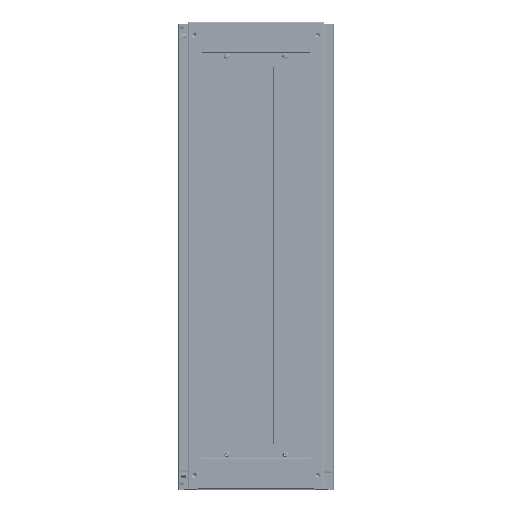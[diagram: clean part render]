
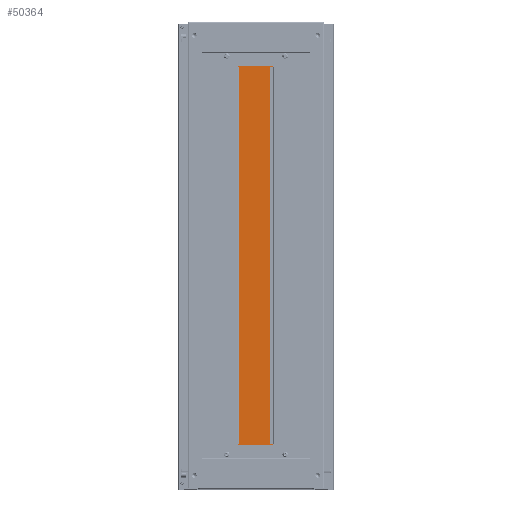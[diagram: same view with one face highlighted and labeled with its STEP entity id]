
A CAD part, top view. The second image highlights one B-rep face of the part: STEP entity #50364.
In plain terms, the highlighted face is planar.
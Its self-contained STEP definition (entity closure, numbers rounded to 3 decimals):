
#18852 = LINE ( 'NONE', #146279, #18861 ) ;
#18861 = VECTOR ( 'NONE', #146284, 1000. ) ;
#18865 = LINE ( 'NONE', #146287, #18866 ) ;
#18866 = VECTOR ( 'NONE', #146288, 1000. ) ;
#18867 = LINE ( 'NONE', #146289, #18868 ) ;
#18868 = VECTOR ( 'NONE', #146290, 1000. ) ;
#18869 = LINE ( 'NONE', #146291, #18870 ) ;
#18870 = VECTOR ( 'NONE', #146292, 1000. ) ;
#18871 = LINE ( 'NONE', #146293, #18872 ) ;
#18872 = VECTOR ( 'NONE', #146294, 1000. ) ;
#18873 = LINE ( 'NONE', #146295, #18874 ) ;
#18874 = VECTOR ( 'NONE', #146296, 1000. ) ;
#18875 = LINE ( 'NONE', #146297, #18876 ) ;
#18876 = VECTOR ( 'NONE', #146298, 1000. ) ;
#18877 = LINE ( 'NONE', #146299, #18878 ) ;
#18878 = VECTOR ( 'NONE', #146300, 1000. ) ;
#32951 = CARTESIAN_POINT ( 'NONE',  ( -500., 49., 1.5 ) ) ;
#32983 = CARTESIAN_POINT ( 'NONE',  ( 500., 49., 1.5 ) ) ;
#32997 = CARTESIAN_POINT ( 'NONE',  ( -485., -49., 1.5 ) ) ;
#43862 = CARTESIAN_POINT ( 'NONE',  ( -500., -49., 1.5 ) ) ;
#43871 = PLANE ( 'NONE',  #120339 ) ;
#43878 = DIRECTION ( 'NONE',  ( 0., 0., 1. ) ) ;
#43880 = DIRECTION ( 'NONE',  ( 1., 0., 0. ) ) ;
#50364 = ADVANCED_FACE ( 'NONE', ( #107763 ), #43871, .T. ) ;
#59658 = VERTEX_POINT ( 'NONE', #82088 ) ;
#59674 = VERTEX_POINT ( 'NONE', #82095 ) ;
#60378 = VERTEX_POINT ( 'NONE', #82480 ) ;
#60414 = VERTEX_POINT ( 'NONE', #82507 ) ;
#60928 = VERTEX_POINT ( 'NONE', #82891 ) ;
#82088 = CARTESIAN_POINT ( 'NONE',  ( 485., -49., 1.5 ) ) ;
#82095 = CARTESIAN_POINT ( 'NONE',  ( 485., -47.99, 1.5 ) ) ;
#82480 = CARTESIAN_POINT ( 'NONE',  ( 500., -49., 1.5 ) ) ;
#82507 = CARTESIAN_POINT ( 'NONE',  ( -500., -49., 1.5 ) ) ;
#82891 = CARTESIAN_POINT ( 'NONE',  ( -485., -47.99, 1.5 ) ) ;
#107763 = FACE_OUTER_BOUND ( 'NONE', #109559, .T. ) ;
#109559 = EDGE_LOOP ( 'NONE', ( #116618, #116620, #116622, #116624, #116626, #116629, #116631, #116633 ) ) ;
#112139 = VERTEX_POINT ( 'NONE', #32951 ) ;
#112162 = VERTEX_POINT ( 'NONE', #32983 ) ;
#112172 = VERTEX_POINT ( 'NONE', #32997 ) ;
#116618 = ORIENTED_EDGE ( 'NONE', *, *, #147739, .F. ) ;
#116620 = ORIENTED_EDGE ( 'NONE', *, *, #147738, .T. ) ;
#116622 = ORIENTED_EDGE ( 'NONE', *, *, #147737, .T. ) ;
#116624 = ORIENTED_EDGE ( 'NONE', *, *, #147740, .T. ) ;
#116626 = ORIENTED_EDGE ( 'NONE', *, *, #147734, .T. ) ;
#116629 = ORIENTED_EDGE ( 'NONE', *, *, #147736, .T. ) ;
#116631 = ORIENTED_EDGE ( 'NONE', *, *, #147741, .T. ) ;
#116633 = ORIENTED_EDGE ( 'NONE', *, *, #147742, .F. ) ;
#120339 = AXIS2_PLACEMENT_3D ( 'NONE', #43862, #43878, #43880 ) ;
#146279 = CARTESIAN_POINT ( 'NONE',  ( -500., 49., 1.5 ) ) ;
#146284 = DIRECTION ( 'NONE',  ( -1., 0., 0. ) ) ;
#146287 = CARTESIAN_POINT ( 'NONE',  ( -500., 49., 1.5 ) ) ;
#146288 = DIRECTION ( 'NONE',  ( 0., -1., 0. ) ) ;
#146289 = CARTESIAN_POINT ( 'NONE',  ( -500., -49., 1.5 ) ) ;
#146290 = DIRECTION ( 'NONE',  ( 1., 0., 0. ) ) ;
#146291 = CARTESIAN_POINT ( 'NONE',  ( 485., -48., 1.5 ) ) ;
#146292 = DIRECTION ( 'NONE',  ( 0., -1., 0. ) ) ;
#146293 = CARTESIAN_POINT ( 'NONE',  ( 485., -47.99, 1.5 ) ) ;
#146294 = DIRECTION ( 'NONE',  ( -1., 0., 0. ) ) ;
#146295 = CARTESIAN_POINT ( 'NONE',  ( 500., 49., 1.5 ) ) ;
#146296 = DIRECTION ( 'NONE',  ( 0., 1., 0. ) ) ;
#146297 = CARTESIAN_POINT ( 'NONE',  ( -500., -49., 1.5 ) ) ;
#146298 = DIRECTION ( 'NONE',  ( 1., 0., 0. ) ) ;
#146299 = CARTESIAN_POINT ( 'NONE',  ( -485., -48., 1.5 ) ) ;
#146300 = DIRECTION ( 'NONE',  ( 0., -1., 0. ) ) ;
#147734 = EDGE_CURVE ( 'NONE', #112162, #112139, #18852, .T. ) ;
#147736 = EDGE_CURVE ( 'NONE', #112139, #60414, #18865, .T. ) ;
#147737 = EDGE_CURVE ( 'NONE', #59658, #60378, #18867, .T. ) ;
#147738 = EDGE_CURVE ( 'NONE', #59674, #59658, #18869, .T. ) ;
#147739 = EDGE_CURVE ( 'NONE', #59674, #60928, #18871, .T. ) ;
#147740 = EDGE_CURVE ( 'NONE', #60378, #112162, #18873, .T. ) ;
#147741 = EDGE_CURVE ( 'NONE', #60414, #112172, #18875, .T. ) ;
#147742 = EDGE_CURVE ( 'NONE', #60928, #112172, #18877, .T. ) ;
